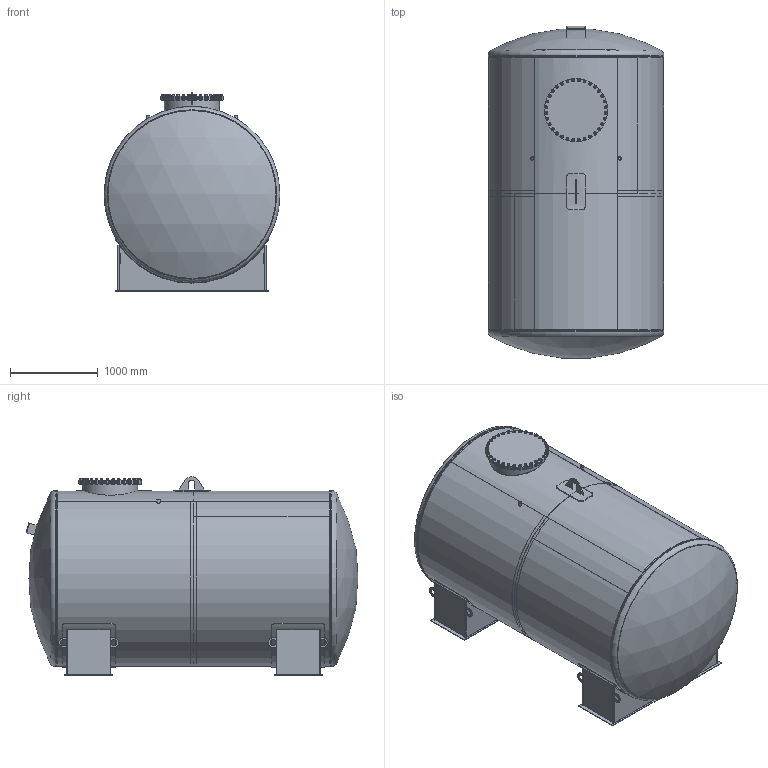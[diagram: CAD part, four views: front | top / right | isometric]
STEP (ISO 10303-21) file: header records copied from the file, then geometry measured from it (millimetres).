
FILE_DESCRIPTION(/* description */ (''),/* implementation_level */ '2;1');
FILE_NAME(/* name */ 'dh3c_cad-101201_202208.stp',/* time_stamp */ '2022-09-05T15:23:44+02:00',/* author */ ('mh'),/* organization */ (''),/* preprocessor_version */ 'ST-DEVELOPER v18.1',/* originating_system */ 'Autodesk Inventor 2022',/* authorisation */ '');
FILE_SCHEMA (('AUTOMOTIVE_DESIGN { 1 0 10303 214 3 1 1 }'));
Length unit declared in the file: millimetre
Products named in the file (1): Bauteil11
Bounding box: 2008 x 3789.28 x 2263 mm (x, y, z)
Surface area: 118665182.1 mm2 (no closed solid volume)
Topology: 0 solids, 133 shells, 1508 faces, 3219 edges, 2046 vertices
Faces by surface type: plane 840, cone 352, cylinder 296, sphere 8, torus 8, bspline 4
Full cylindrical faces by diameter (mm): 13.835 x32, 16 x32, 17 x32, 18 x64, 22.49 x32, 30 x32, 30.291 x2, 39.5 x2, 580 x1, 600 x2, 630 x1, 660 x1, 720 x2, 1988 x4, 2000 x4, 2002 x2, 2008 x2
Entity records: 42552 total; most frequent: CARTESIAN_POINT 9488, ORIENTED_EDGE 6438, DIRECTION 6427, EDGE_CURVE 3219, AXIS2_PLACEMENT_3D 2507, VERTEX_POINT 2046, EDGE_LOOP 1843, FACE_OUTER_BOUND 1508
